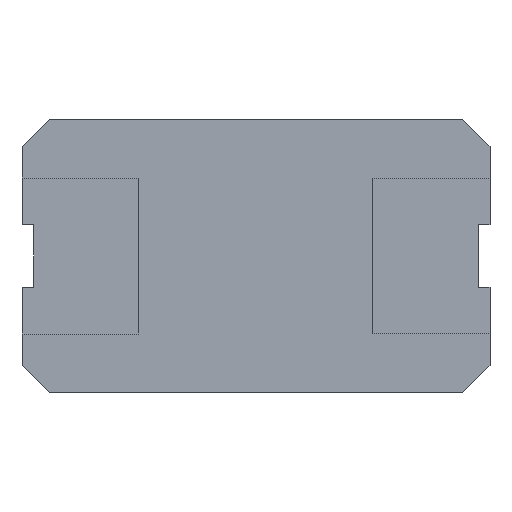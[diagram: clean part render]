
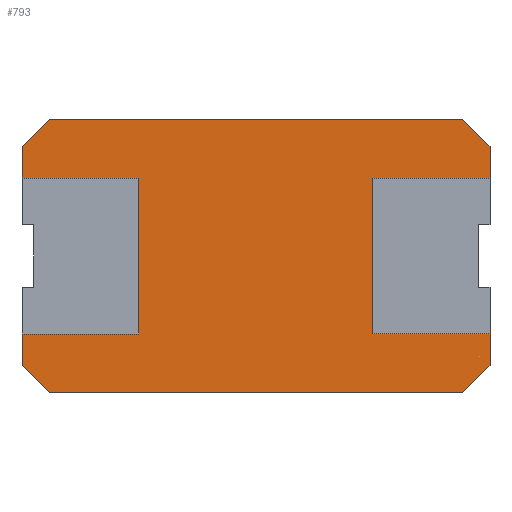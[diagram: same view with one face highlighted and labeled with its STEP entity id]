
A CAD part, front view. The second image highlights one B-rep face of the part: STEP entity #793.
In plain terms, the highlighted planar face has unit normal (0, -1, 0).
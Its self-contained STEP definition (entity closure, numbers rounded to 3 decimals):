
#41 = ORIENTED_EDGE ( 'NONE', *, *, #1166, .F. ) ;
#102 = CARTESIAN_POINT ( 'NONE',  ( -3., 0., 1.4 ) ) ;
#125 = VERTEX_POINT ( 'NONE', #426 ) ;
#131 = DIRECTION ( 'NONE',  ( 0.707, 0., -0.707 ) ) ;
#147 = VERTEX_POINT ( 'NONE', #1377 ) ;
#152 = DIRECTION ( 'NONE',  ( -1., 0., 0. ) ) ;
#160 = AXIS2_PLACEMENT_3D ( 'NONE', #1185, #905, #242 ) ;
#164 = VECTOR ( 'NONE', #1543, 1000. ) ;
#181 = CARTESIAN_POINT ( 'NONE',  ( -3., 0., 1.4 ) ) ;
#202 = EDGE_CURVE ( 'NONE', #125, #609, #804, .T. ) ;
#213 = FACE_OUTER_BOUND ( 'NONE', #340, .T. ) ;
#224 = ORIENTED_EDGE ( 'NONE', *, *, #1133, .F. ) ;
#242 = DIRECTION ( 'NONE',  ( 0., 0., 1. ) ) ;
#245 = CARTESIAN_POINT ( 'NONE',  ( -2.65, 0., 1.75 ) ) ;
#248 = VECTOR ( 'NONE', #131, 1000. ) ;
#269 = ORIENTED_EDGE ( 'NONE', *, *, #202, .F. ) ;
#284 = CARTESIAN_POINT ( 'NONE',  ( 1.5, 0., 1. ) ) ;
#300 = ORIENTED_EDGE ( 'NONE', *, *, #897, .F. ) ;
#304 = VERTEX_POINT ( 'NONE', #1441 ) ;
#320 = CARTESIAN_POINT ( 'NONE',  ( 2.65, 0., -1.75 ) ) ;
#329 = VERTEX_POINT ( 'NONE', #1724 ) ;
#340 = EDGE_LOOP ( 'NONE', ( #224, #300, #940, #1488, #1465, #1201, #487, #269, #1012, #1310, #1263, #1293, #1220, #855, #587, #41 ) ) ;
#349 = DIRECTION ( 'NONE',  ( -1., 0., 0. ) ) ;
#373 = CARTESIAN_POINT ( 'NONE',  ( 3., 0., 1. ) ) ;
#378 = EDGE_CURVE ( 'NONE', #1292, #852, #1043, .T. ) ;
#403 = CARTESIAN_POINT ( 'NONE',  ( 1.5, 0., 1. ) ) ;
#416 = VERTEX_POINT ( 'NONE', #655 ) ;
#424 = CARTESIAN_POINT ( 'NONE',  ( 3., 0., 1.4 ) ) ;
#426 = CARTESIAN_POINT ( 'NONE',  ( 3., 0., -1.4 ) ) ;
#435 = DIRECTION ( 'NONE',  ( 0., 0., -1. ) ) ;
#448 = LINE ( 'NONE', #1362, #954 ) ;
#449 = LINE ( 'NONE', #1109, #752 ) ;
#450 = LINE ( 'NONE', #870, #1122 ) ;
#487 = ORIENTED_EDGE ( 'NONE', *, *, #1374, .F. ) ;
#494 = LINE ( 'NONE', #1681, #1167 ) ;
#496 = VECTOR ( 'NONE', #1639, 1000. ) ;
#509 = CARTESIAN_POINT ( 'NONE',  ( 2.65, 0., 1.75 ) ) ;
#527 = CARTESIAN_POINT ( 'NONE',  ( -3., 0., 1. ) ) ;
#531 = EDGE_CURVE ( 'NONE', #1342, #304, #718, .T. ) ;
#542 = EDGE_CURVE ( 'NONE', #147, #1294, #1662, .T. ) ;
#587 = ORIENTED_EDGE ( 'NONE', *, *, #589, .F. ) ;
#589 = EDGE_CURVE ( 'NONE', #1738, #767, #1213, .T. ) ;
#609 = VERTEX_POINT ( 'NONE', #844 ) ;
#610 = DIRECTION ( 'NONE',  ( 0., 0., -1. ) ) ;
#612 = LINE ( 'NONE', #1039, #164 ) ;
#640 = PLANE ( 'NONE',  #160 ) ;
#655 = CARTESIAN_POINT ( 'NONE',  ( 3., 0., -1. ) ) ;
#657 = DIRECTION ( 'NONE',  ( 0.707, 0., 0.707 ) ) ;
#674 = CARTESIAN_POINT ( 'NONE',  ( -2.65, 0., -1.75 ) ) ;
#685 = VECTOR ( 'NONE', #906, 1000. ) ;
#718 = LINE ( 'NONE', #403, #1439 ) ;
#746 = EDGE_CURVE ( 'NONE', #1294, #1342, #494, .T. ) ;
#752 = VECTOR ( 'NONE', #1259, 1000. ) ;
#767 = VERTEX_POINT ( 'NONE', #1172 ) ;
#768 = DIRECTION ( 'NONE',  ( 0., 0., 1. ) ) ;
#793 = ADVANCED_FACE ( 'NONE', ( #213 ), #640, .F. ) ;
#804 = LINE ( 'NONE', #320, #1103 ) ;
#816 = CARTESIAN_POINT ( 'NONE',  ( -3., 0., -1. ) ) ;
#827 = VERTEX_POINT ( 'NONE', #527 ) ;
#829 = CARTESIAN_POINT ( 'NONE',  ( -2.65, 0., 1.75 ) ) ;
#844 = CARTESIAN_POINT ( 'NONE',  ( 2.65, 0., -1.75 ) ) ;
#852 = VERTEX_POINT ( 'NONE', #1504 ) ;
#855 = ORIENTED_EDGE ( 'NONE', *, *, #1638, .F. ) ;
#870 = CARTESIAN_POINT ( 'NONE',  ( 3., 0., 1.4 ) ) ;
#897 = EDGE_CURVE ( 'NONE', #1627, #827, #449, .T. ) ;
#905 = DIRECTION ( 'NONE',  ( 0., 1., 0. ) ) ;
#906 = DIRECTION ( 'NONE',  ( 1., 0., 0. ) ) ;
#925 = VECTOR ( 'NONE', #1175, 1000. ) ;
#926 = VECTOR ( 'NONE', #1625, 1000. ) ;
#940 = ORIENTED_EDGE ( 'NONE', *, *, #1534, .F. ) ;
#954 = VECTOR ( 'NONE', #152, 1000. ) ;
#976 = EDGE_CURVE ( 'NONE', #416, #125, #450, .T. ) ;
#994 = VECTOR ( 'NONE', #1394, 1000. ) ;
#1012 = ORIENTED_EDGE ( 'NONE', *, *, #976, .F. ) ;
#1018 = LINE ( 'NONE', #509, #248 ) ;
#1039 = CARTESIAN_POINT ( 'NONE',  ( -3., 0., -1.4 ) ) ;
#1043 = LINE ( 'NONE', #1712, #685 ) ;
#1045 = CARTESIAN_POINT ( 'NONE',  ( -1.5, 0., 1. ) ) ;
#1103 = VECTOR ( 'NONE', #1252, 1000. ) ;
#1109 = CARTESIAN_POINT ( 'NONE',  ( -3., 0., 1. ) ) ;
#1116 = LINE ( 'NONE', #181, #994 ) ;
#1122 = VECTOR ( 'NONE', #610, 1000. ) ;
#1133 = EDGE_CURVE ( 'NONE', #827, #1138, #1538, .T. ) ;
#1138 = VERTEX_POINT ( 'NONE', #102 ) ;
#1166 = EDGE_CURVE ( 'NONE', #1138, #1738, #1367, .T. ) ;
#1167 = VECTOR ( 'NONE', #349, 1000. ) ;
#1172 = CARTESIAN_POINT ( 'NONE',  ( 2.65, 0., 1.75 ) ) ;
#1175 = DIRECTION ( 'NONE',  ( 0., 0., 1. ) ) ;
#1185 = CARTESIAN_POINT ( 'NONE',  ( 0., 0., 0. ) ) ;
#1201 = ORIENTED_EDGE ( 'NONE', *, *, #1608, .F. ) ;
#1204 = VERTEX_POINT ( 'NONE', #674 ) ;
#1213 = LINE ( 'NONE', #829, #496 ) ;
#1220 = ORIENTED_EDGE ( 'NONE', *, *, #542, .F. ) ;
#1224 = CARTESIAN_POINT ( 'NONE',  ( 3., 0., -1. ) ) ;
#1252 = DIRECTION ( 'NONE',  ( -0.707, 0., -0.707 ) ) ;
#1259 = DIRECTION ( 'NONE',  ( -1., 0., 0. ) ) ;
#1263 = ORIENTED_EDGE ( 'NONE', *, *, #531, .F. ) ;
#1280 = VECTOR ( 'NONE', #657, 1000. ) ;
#1292 = VERTEX_POINT ( 'NONE', #816 ) ;
#1293 = ORIENTED_EDGE ( 'NONE', *, *, #746, .F. ) ;
#1294 = VERTEX_POINT ( 'NONE', #373 ) ;
#1298 = LINE ( 'NONE', #1669, #925 ) ;
#1310 = ORIENTED_EDGE ( 'NONE', *, *, #1324, .F. ) ;
#1324 = EDGE_CURVE ( 'NONE', #304, #416, #1417, .T. ) ;
#1342 = VERTEX_POINT ( 'NONE', #284 ) ;
#1362 = CARTESIAN_POINT ( 'NONE',  ( -2.65, 0., -1.75 ) ) ;
#1367 = LINE ( 'NONE', #1719, #1280 ) ;
#1374 = EDGE_CURVE ( 'NONE', #609, #1204, #448, .T. ) ;
#1377 = CARTESIAN_POINT ( 'NONE',  ( 3., 0., 1.4 ) ) ;
#1394 = DIRECTION ( 'NONE',  ( 0., 0., 1. ) ) ;
#1417 = LINE ( 'NONE', #1224, #926 ) ;
#1439 = VECTOR ( 'NONE', #1597, 1000. ) ;
#1441 = CARTESIAN_POINT ( 'NONE',  ( 1.5, 0., -1. ) ) ;
#1465 = ORIENTED_EDGE ( 'NONE', *, *, #1501, .F. ) ;
#1484 = VECTOR ( 'NONE', #435, 1000. ) ;
#1488 = ORIENTED_EDGE ( 'NONE', *, *, #378, .F. ) ;
#1501 = EDGE_CURVE ( 'NONE', #329, #1292, #1116, .T. ) ;
#1504 = CARTESIAN_POINT ( 'NONE',  ( -1.5, 0., -1. ) ) ;
#1534 = EDGE_CURVE ( 'NONE', #852, #1627, #1298, .T. ) ;
#1538 = LINE ( 'NONE', #1575, #1722 ) ;
#1543 = DIRECTION ( 'NONE',  ( -0.707, 0., 0.707 ) ) ;
#1575 = CARTESIAN_POINT ( 'NONE',  ( -3., 0., 1.4 ) ) ;
#1597 = DIRECTION ( 'NONE',  ( 0., 0., -1. ) ) ;
#1608 = EDGE_CURVE ( 'NONE', #1204, #329, #612, .T. ) ;
#1625 = DIRECTION ( 'NONE',  ( 1., 0., 0. ) ) ;
#1627 = VERTEX_POINT ( 'NONE', #1045 ) ;
#1638 = EDGE_CURVE ( 'NONE', #767, #147, #1018, .T. ) ;
#1639 = DIRECTION ( 'NONE',  ( 1., 0., 0. ) ) ;
#1662 = LINE ( 'NONE', #424, #1484 ) ;
#1669 = CARTESIAN_POINT ( 'NONE',  ( -1.5, 0., 1. ) ) ;
#1681 = CARTESIAN_POINT ( 'NONE',  ( 3., 0., 1. ) ) ;
#1712 = CARTESIAN_POINT ( 'NONE',  ( -3., 0., -1. ) ) ;
#1719 = CARTESIAN_POINT ( 'NONE',  ( -3., 0., 1.4 ) ) ;
#1722 = VECTOR ( 'NONE', #768, 1000. ) ;
#1724 = CARTESIAN_POINT ( 'NONE',  ( -3., 0., -1.4 ) ) ;
#1738 = VERTEX_POINT ( 'NONE', #245 ) ;
